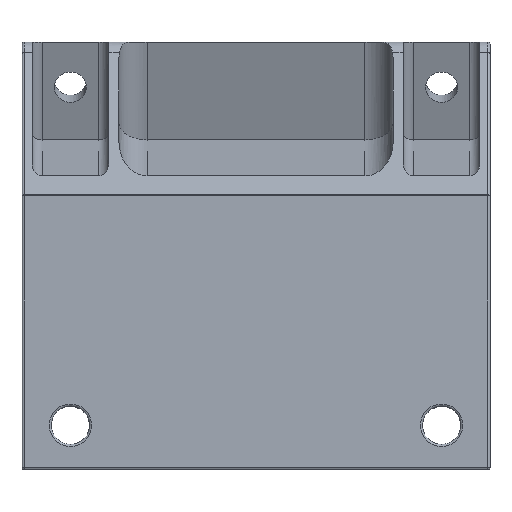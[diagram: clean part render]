
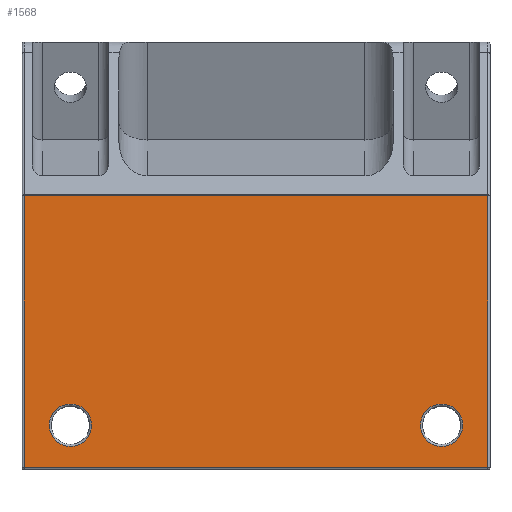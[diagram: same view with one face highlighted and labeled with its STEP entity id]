
A CAD part, top view. The second image highlights one B-rep face of the part: STEP entity #1568.
In plain terms, the highlighted planar face has unit normal (0, 0, 1).
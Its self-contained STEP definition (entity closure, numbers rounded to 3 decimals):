
#74=FACE_BOUND('',#277,.T.);
#75=FACE_BOUND('',#278,.T.);
#89=PLANE('',#1766);
#165=FACE_OUTER_BOUND('',#276,.T.);
#276=EDGE_LOOP('',(#1267,#1268,#1269,#1270));
#277=EDGE_LOOP('',(#1271));
#278=EDGE_LOOP('',(#1272));
#373=LINE('',#2618,#486);
#375=LINE('',#2625,#488);
#376=LINE('',#2627,#489);
#377=LINE('',#2629,#490);
#486=VECTOR('',#2119,10.);
#488=VECTOR('',#2129,10.);
#489=VECTOR('',#2132,10.);
#490=VECTOR('',#2135,10.);
#622=CIRCLE('',#1767,5.25);
#623=CIRCLE('',#1768,5.25);
#706=VERTEX_POINT('',#2579);
#711=VERTEX_POINT('',#2600);
#712=VERTEX_POINT('',#2604);
#715=VERTEX_POINT('',#2621);
#724=VERTEX_POINT('',#2670);
#725=VERTEX_POINT('',#2672);
#892=EDGE_CURVE('',#706,#712,#373,.T.);
#896=EDGE_CURVE('',#712,#715,#375,.T.);
#897=EDGE_CURVE('',#715,#711,#376,.T.);
#898=EDGE_CURVE('',#711,#706,#377,.T.);
#917=EDGE_CURVE('',#724,#724,#622,.T.);
#918=EDGE_CURVE('',#725,#725,#623,.T.);
#1267=ORIENTED_EDGE('',*,*,#892,.F.);
#1268=ORIENTED_EDGE('',*,*,#898,.F.);
#1269=ORIENTED_EDGE('',*,*,#897,.F.);
#1270=ORIENTED_EDGE('',*,*,#896,.F.);
#1271=ORIENTED_EDGE('',*,*,#917,.F.);
#1272=ORIENTED_EDGE('',*,*,#918,.F.);
#1568=ADVANCED_FACE('',(#165,#74,#75),#89,.T.);
#1766=AXIS2_PLACEMENT_3D('',#2669,#2191,#2192);
#1767=AXIS2_PLACEMENT_3D('',#2671,#2193,#2194);
#1768=AXIS2_PLACEMENT_3D('',#2673,#2195,#2196);
#2119=DIRECTION('',(1.,0.,0.));
#2129=DIRECTION('',(0.,-1.,0.));
#2132=DIRECTION('',(-1.,0.,0.));
#2135=DIRECTION('',(0.,1.,0.));
#2191=DIRECTION('center_axis',(0.,0.,1.));
#2192=DIRECTION('ref_axis',(0.,1.,0.));
#2193=DIRECTION('center_axis',(0.,0.,1.));
#2194=DIRECTION('ref_axis',(-1.,0.,0.));
#2195=DIRECTION('center_axis',(0.,0.,1.));
#2196=DIRECTION('ref_axis',(-1.,0.,0.));
#2579=CARTESIAN_POINT('',(-115.5,67.913,44.));
#2600=CARTESIAN_POINT('',(-115.5,0.5,44.));
#2604=CARTESIAN_POINT('',(-0.5,67.913,44.));
#2618=CARTESIAN_POINT('',(0.,67.913,44.));
#2621=CARTESIAN_POINT('',(-0.5,0.5,44.));
#2625=CARTESIAN_POINT('',(-0.5,26.5,44.));
#2627=CARTESIAN_POINT('',(0.,0.5,44.));
#2629=CARTESIAN_POINT('',(-115.5,26.5,44.));
#2669=CARTESIAN_POINT('Origin',(0.,0.,44.));
#2670=CARTESIAN_POINT('',(-6.75,11.,44.));
#2671=CARTESIAN_POINT('Origin',(-12.,11.,44.));
#2672=CARTESIAN_POINT('',(-98.75,11.,44.));
#2673=CARTESIAN_POINT('Origin',(-104.,11.,44.));
